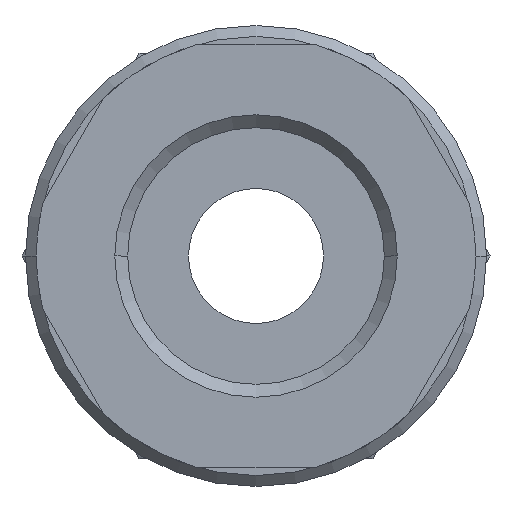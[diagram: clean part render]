
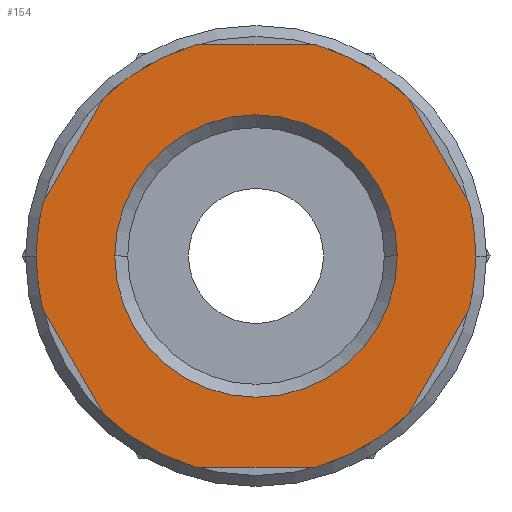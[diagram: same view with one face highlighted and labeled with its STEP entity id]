
A CAD part, front view. The second image highlights one B-rep face of the part: STEP entity #154.
In plain terms, the highlighted planar face has unit normal (0, -1, 0).
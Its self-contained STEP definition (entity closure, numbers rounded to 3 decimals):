
#154=ADVANCED_FACE('',(#360,#361),#362,.T.);
#360=FACE_BOUND('',#615,.T.);
#361=FACE_OUTER_BOUND('',#616,.T.);
#362=PLANE('',#617);
#615=EDGE_LOOP('',(#1006,#1007));
#616=EDGE_LOOP('',(#1008,#1009,#1010,#1011,#1012,#1013,#1014,#1015,#1016,#1017,#1018,#1019,#1020,#1021));
#617=AXIS2_PLACEMENT_3D('',#1022,#1023,#1024);
#1006=ORIENTED_EDGE('',*,*,#1582,.T.);
#1007=ORIENTED_EDGE('',*,*,#1583,.T.);
#1008=ORIENTED_EDGE('',*,*,#1520,.F.);
#1009=ORIENTED_EDGE('',*,*,#1584,.F.);
#1010=ORIENTED_EDGE('',*,*,#1585,.F.);
#1011=ORIENTED_EDGE('',*,*,#1586,.F.);
#1012=ORIENTED_EDGE('',*,*,#1527,.F.);
#1013=ORIENTED_EDGE('',*,*,#1472,.F.);
#1014=ORIENTED_EDGE('',*,*,#1587,.F.);
#1015=ORIENTED_EDGE('',*,*,#1556,.F.);
#1016=ORIENTED_EDGE('',*,*,#1588,.F.);
#1017=ORIENTED_EDGE('',*,*,#1574,.F.);
#1018=ORIENTED_EDGE('',*,*,#1589,.F.);
#1019=ORIENTED_EDGE('',*,*,#1590,.F.);
#1020=ORIENTED_EDGE('',*,*,#1591,.F.);
#1021=ORIENTED_EDGE('',*,*,#1508,.F.);
#1022=CARTESIAN_POINT('',(6.5,0.0,0.0));
#1023=DIRECTION('',(-0.0,-1.0,-0.0));
#1024=DIRECTION('',(-1.0,0.0,0.0));
#1472=EDGE_CURVE('',#1738,#1741,#1742,.T.);
#1508=EDGE_CURVE('',#1803,#1799,#1805,.T.);
#1520=EDGE_CURVE('',#1824,#1803,#1826,.T.);
#1527=EDGE_CURVE('',#1741,#1835,#1836,.T.);
#1556=EDGE_CURVE('',#1877,#1879,#1880,.T.);
#1574=EDGE_CURVE('',#1902,#1904,#1905,.T.);
#1582=EDGE_CURVE('',#1915,#1916,#1917,.T.);
#1583=EDGE_CURVE('',#1916,#1915,#1918,.T.);
#1584=EDGE_CURVE('',#1919,#1824,#1920,.T.);
#1585=EDGE_CURVE('',#1921,#1919,#1922,.T.);
#1586=EDGE_CURVE('',#1835,#1921,#1923,.T.);
#1587=EDGE_CURVE('',#1879,#1738,#1924,.T.);
#1588=EDGE_CURVE('',#1904,#1877,#1925,.T.);
#1589=EDGE_CURVE('',#1926,#1902,#1927,.T.);
#1590=EDGE_CURVE('',#1928,#1926,#1929,.T.);
#1591=EDGE_CURVE('',#1799,#1928,#1930,.T.);
#1738=VERTEX_POINT('',#2114);
#1741=VERTEX_POINT('',#2118);
#1742=CIRCLE('',#2119,13.0);
#1799=VERTEX_POINT('',#2270);
#1803=VERTEX_POINT('',#2275);
#1805=CIRCLE('',#2278,13.0);
#1824=VERTEX_POINT('',#2321);
#1826=LINE('',#2324,#2325);
#1835=VERTEX_POINT('',#2335);
#1836=LINE('',#2336,#2337);
#1877=VERTEX_POINT('',#2386);
#1879=VERTEX_POINT('',#2389);
#1880=LINE('',#2390,#2391);
#1902=VERTEX_POINT('',#2472);
#1904=VERTEX_POINT('',#2475);
#1905=LINE('',#2476,#2477);
#1915=VERTEX_POINT('',#2490);
#1916=VERTEX_POINT('',#2491);
#1917=CIRCLE('',#2492,8.36);
#1918=CIRCLE('',#2493,8.36);
#1919=VERTEX_POINT('',#2494);
#1920=CIRCLE('',#2495,13.0);
#1921=VERTEX_POINT('',#2496);
#1922=LINE('',#2497,#2498);
#1923=CIRCLE('',#2499,13.0);
#1924=CIRCLE('',#2500,13.0);
#1925=CIRCLE('',#2501,13.0);
#1926=VERTEX_POINT('',#2502);
#1927=CIRCLE('',#2503,13.0);
#1928=VERTEX_POINT('',#2504);
#1929=LINE('',#2505,#2506);
#1930=CIRCLE('',#2507,13.0);
#2114=CARTESIAN_POINT('',(13.0,0.0,0.));
#2118=CARTESIAN_POINT('',(12.611,0.0,-3.158));
#2119=AXIS2_PLACEMENT_3D('',#2789,#2790,#2791);
#2270=CARTESIAN_POINT('',(-13.0,0.0,0.));
#2275=CARTESIAN_POINT('',(-12.611,0.0,-3.158));
#2278=AXIS2_PLACEMENT_3D('',#2842,#2843,#2844);
#2321=CARTESIAN_POINT('',(-9.04,0.0,-9.342));
#2324=CARTESIAN_POINT('',(-10.013,0.0,-7.657));
#2325=VECTOR('',#2857,1.0);
#2335=CARTESIAN_POINT('',(9.04,0.0,-9.342));
#2336=CARTESIAN_POINT('',(11.638,0.0,-4.843));
#2337=VECTOR('',#2868,1.0);
#2386=CARTESIAN_POINT('',(9.04,0.0,9.342));
#2389=CARTESIAN_POINT('',(12.611,0.0,3.158));
#2390=CARTESIAN_POINT('',(11.638,0.0,4.843));
#2391=VECTOR('',#2917,1.0);
#2472=CARTESIAN_POINT('',(-3.571,0.0,12.5));
#2475=CARTESIAN_POINT('',(3.571,0.0,12.5));
#2476=CARTESIAN_POINT('',(3.25,0.0,12.5));
#2477=VECTOR('',#2932,1.0);
#2490=CARTESIAN_POINT('',(-8.36,0.0,0.));
#2491=CARTESIAN_POINT('',(8.36,0.0,0.));
#2492=AXIS2_PLACEMENT_3D('',#2942,#2943,#2944);
#2493=AXIS2_PLACEMENT_3D('',#2945,#2946,#2947);
#2494=CARTESIAN_POINT('',(-3.571,0.0,-12.5));
#2495=AXIS2_PLACEMENT_3D('',#2948,#2949,#2950);
#2496=CARTESIAN_POINT('',(3.571,0.0,-12.5));
#2497=CARTESIAN_POINT('',(3.25,0.0,-12.5));
#2498=VECTOR('',#2951,1.0);
#2499=AXIS2_PLACEMENT_3D('',#2952,#2953,#2954);
#2500=AXIS2_PLACEMENT_3D('',#2955,#2956,#2957);
#2501=AXIS2_PLACEMENT_3D('',#2958,#2959,#2960);
#2502=CARTESIAN_POINT('',(-9.04,0.0,9.342));
#2503=AXIS2_PLACEMENT_3D('',#2961,#2962,#2963);
#2504=CARTESIAN_POINT('',(-12.611,0.0,3.158));
#2505=CARTESIAN_POINT('',(-10.013,0.0,7.657));
#2506=VECTOR('',#2964,1.0);
#2507=AXIS2_PLACEMENT_3D('',#2965,#2966,#2967);
#2789=CARTESIAN_POINT('',(0.0,0.0,0.0));
#2790=DIRECTION('',(-0.0,1.0,0.0));
#2791=DIRECTION('',(1.0,0.0,0.0));
#2842=CARTESIAN_POINT('',(0.0,0.0,0.0));
#2843=DIRECTION('',(-0.0,1.0,0.0));
#2844=DIRECTION('',(1.0,0.0,0.0));
#2857=DIRECTION('',(-0.5,0.0,0.866));
#2868=DIRECTION('',(-0.5,0.0,-0.866));
#2917=DIRECTION('',(0.5,0.0,-0.866));
#2932=DIRECTION('',(1.0,-0.0,0.));
#2942=CARTESIAN_POINT('',(0.0,0.0,0.0));
#2943=DIRECTION('',(-0.0,1.0,0.0));
#2944=DIRECTION('',(1.0,0.0,0.0));
#2945=CARTESIAN_POINT('',(0.0,0.0,0.0));
#2946=DIRECTION('',(-0.0,1.0,0.0));
#2947=DIRECTION('',(1.0,0.0,0.0));
#2948=CARTESIAN_POINT('',(0.0,0.0,0.0));
#2949=DIRECTION('',(-0.0,1.0,0.0));
#2950=DIRECTION('',(1.0,0.0,0.0));
#2951=DIRECTION('',(-1.0,0.0,0.0));
#2952=CARTESIAN_POINT('',(0.0,0.0,0.0));
#2953=DIRECTION('',(-0.0,1.0,0.0));
#2954=DIRECTION('',(1.0,0.0,0.0));
#2955=CARTESIAN_POINT('',(0.0,0.0,0.0));
#2956=DIRECTION('',(-0.0,1.0,0.0));
#2957=DIRECTION('',(1.0,0.0,0.0));
#2958=CARTESIAN_POINT('',(0.0,0.0,0.0));
#2959=DIRECTION('',(-0.0,1.0,0.0));
#2960=DIRECTION('',(1.0,0.0,0.0));
#2961=CARTESIAN_POINT('',(0.0,0.0,0.0));
#2962=DIRECTION('',(-0.0,1.0,0.0));
#2963=DIRECTION('',(1.0,0.0,0.0));
#2964=DIRECTION('',(0.5,-0.0,0.866));
#2965=CARTESIAN_POINT('',(0.0,0.0,0.0));
#2966=DIRECTION('',(-0.0,1.0,0.0));
#2967=DIRECTION('',(1.0,0.0,0.0));
